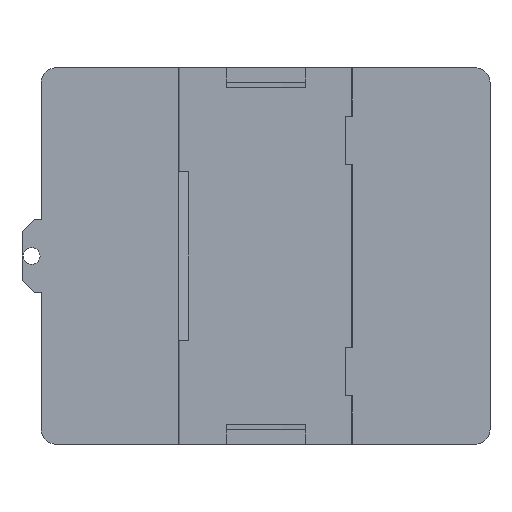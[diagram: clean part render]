
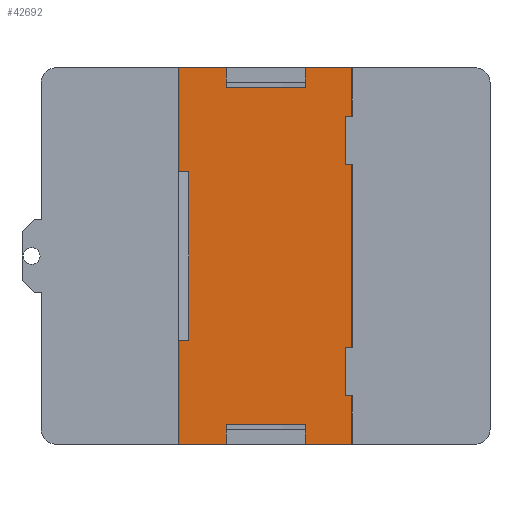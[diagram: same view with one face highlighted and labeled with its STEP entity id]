
A CAD part, left-side view. The second image highlights one B-rep face of the part: STEP entity #42692.
In plain terms, the highlighted planar face has unit normal (-1, 0, 0).
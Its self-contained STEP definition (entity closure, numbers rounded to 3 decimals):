
#41511=CARTESIAN_POINT('',(0.354,23.04,78.0));
#41512=VERTEX_POINT('',#41511);
#41521=CARTESIAN_POINT('',(0.354,23.04,74.0));
#41522=VERTEX_POINT('',#41521);
#41523=CARTESIAN_POINT('',(0.354,23.04,74.0));
#41524=DIRECTION('',(0.0,0.0,1.0));
#41525=VECTOR('',#41524,4.0);
#41526=LINE('',#41523,#41525);
#41527=EDGE_CURVE('',#41522,#41512,#41526,.T.);
#41553=CARTESIAN_POINT('',(0.354,6.64,78.0));
#41554=VERTEX_POINT('',#41553);
#41569=CARTESIAN_POINT('',(0.354,6.64,74.));
#41570=VERTEX_POINT('',#41569);
#41577=CARTESIAN_POINT('',(0.354,6.64,78.0));
#41578=DIRECTION('',(0.0,0.0,-1.0));
#41579=VECTOR('',#41578,4.);
#41580=LINE('',#41577,#41579);
#41581=EDGE_CURVE('',#41554,#41570,#41580,.T.);
#41592=CARTESIAN_POINT('',(0.354,-2.96,78.0));
#41593=VERTEX_POINT('',#41592);
#41594=CARTESIAN_POINT('',(0.354,-2.96,78.0));
#41595=DIRECTION('',(0.0,1.0,0.0));
#41596=VECTOR('',#41595,9.6);
#41597=LINE('',#41594,#41596);
#41598=EDGE_CURVE('',#41593,#41554,#41597,.T.);
#41654=CARTESIAN_POINT('',(0.354,32.64,78.0));
#41655=VERTEX_POINT('',#41654);
#41662=CARTESIAN_POINT('',(0.354,23.04,78.0));
#41663=DIRECTION('',(0.0,1.0,0.0));
#41664=VECTOR('',#41663,9.6);
#41665=LINE('',#41662,#41664);
#41666=EDGE_CURVE('',#41512,#41655,#41665,.T.);
#41824=CARTESIAN_POINT('',(0.354,6.64,74.));
#41825=DIRECTION('',(0.0,1.0,0.0));
#41826=VECTOR('',#41825,16.4);
#41827=LINE('',#41824,#41826);
#41828=EDGE_CURVE('',#41570,#41522,#41827,.T.);
#42272=CARTESIAN_POINT('',(0.354,23.04,0.0));
#42273=VERTEX_POINT('',#42272);
#42281=CARTESIAN_POINT('',(0.354,23.04,4.0));
#42282=VERTEX_POINT('',#42281);
#42289=CARTESIAN_POINT('',(0.354,23.04,0.0));
#42290=DIRECTION('',(0.0,0.0,1.0));
#42291=VECTOR('',#42290,4.0);
#42292=LINE('',#42289,#42291);
#42293=EDGE_CURVE('',#42273,#42282,#42292,.T.);
#42303=CARTESIAN_POINT('',(0.354,6.64,0.0));
#42304=VERTEX_POINT('',#42303);
#42311=CARTESIAN_POINT('',(0.354,6.64,4.));
#42312=VERTEX_POINT('',#42311);
#42313=CARTESIAN_POINT('',(0.354,6.64,4.));
#42314=DIRECTION('',(0.0,0.0,-1.0));
#42315=VECTOR('',#42314,4.);
#42316=LINE('',#42313,#42315);
#42317=EDGE_CURVE('',#42312,#42304,#42316,.T.);
#42334=CARTESIAN_POINT('',(0.354,23.04,4.0));
#42335=DIRECTION('',(0.0,-1.0,0.0));
#42336=VECTOR('',#42335,16.4);
#42337=LINE('',#42334,#42336);
#42338=EDGE_CURVE('',#42282,#42312,#42337,.T.);
#42373=CARTESIAN_POINT('',(0.354,32.64,0.0));
#42374=VERTEX_POINT('',#42373);
#42375=CARTESIAN_POINT('',(0.354,23.04,0.0));
#42376=DIRECTION('',(0.0,1.0,0.0));
#42377=VECTOR('',#42376,9.6);
#42378=LINE('',#42375,#42377);
#42379=EDGE_CURVE('',#42273,#42374,#42378,.T.);
#42421=CARTESIAN_POINT('',(0.354,-2.96,0.0));
#42422=VERTEX_POINT('',#42421);
#42429=CARTESIAN_POINT('',(0.354,-2.96,0.0));
#42430=DIRECTION('',(0.0,1.0,0.0));
#42431=VECTOR('',#42430,9.6);
#42432=LINE('',#42429,#42431);
#42433=EDGE_CURVE('',#42422,#42304,#42432,.T.);
#42651=CARTESIAN_POINT('',(0.354,-2.96,0.0));
#42652=DIRECTION('',(0.0,0.0,1.0));
#42653=VECTOR('',#42652,78.0);
#42654=LINE('',#42651,#42653);
#42655=EDGE_CURVE('',#42422,#41593,#42654,.T.);
#42668=CARTESIAN_POINT('',(0.354,-2.96,0.0));
#42669=DIRECTION('',(-1.0,0.0,0.0));
#42670=DIRECTION('',(0.0,0.0,1.0));
#42671=AXIS2_PLACEMENT_3D('',#42668,#42669,#42670);
#42672=PLANE('',#42671);
#42673=ORIENTED_EDGE('',*,*,#41527,.T.);
#42674=ORIENTED_EDGE('',*,*,#41666,.T.);
#42675=CARTESIAN_POINT('',(0.354,32.64,0.0));
#42676=DIRECTION('',(0.0,0.0,1.0));
#42677=VECTOR('',#42676,78.0);
#42678=LINE('',#42675,#42677);
#42679=EDGE_CURVE('',#42374,#41655,#42678,.T.);
#42680=ORIENTED_EDGE('',*,*,#42679,.F.);
#42681=ORIENTED_EDGE('',*,*,#42379,.F.);
#42682=ORIENTED_EDGE('',*,*,#42293,.T.);
#42683=ORIENTED_EDGE('',*,*,#42338,.T.);
#42684=ORIENTED_EDGE('',*,*,#42317,.T.);
#42685=ORIENTED_EDGE('',*,*,#42433,.F.);
#42686=ORIENTED_EDGE('',*,*,#42655,.T.);
#42687=ORIENTED_EDGE('',*,*,#41598,.T.);
#42688=ORIENTED_EDGE('',*,*,#41581,.T.);
#42689=ORIENTED_EDGE('',*,*,#41828,.T.);
#42690=EDGE_LOOP('',(#42673,#42674,#42680,#42681,#42682,#42683,#42684,#42685,#42686,#42687,#42688,#42689));
#42691=FACE_OUTER_BOUND('',#42690,.T.);
#42692=ADVANCED_FACE('',(#42691),#42672,.T.);
